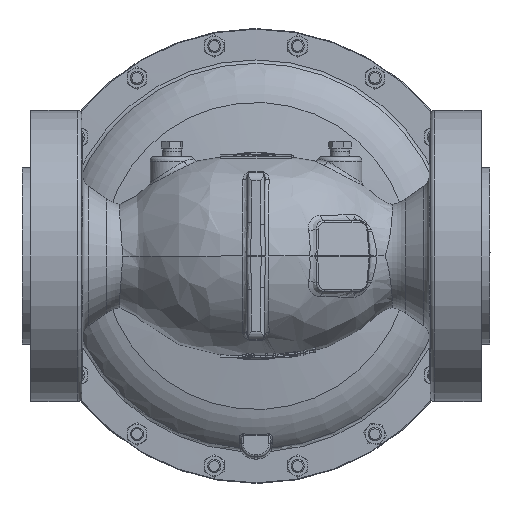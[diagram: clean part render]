
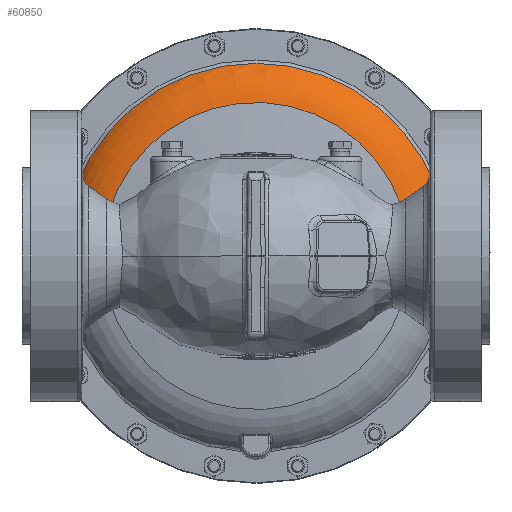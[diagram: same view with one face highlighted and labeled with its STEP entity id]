
A CAD part, front view. The second image highlights one B-rep face of the part: STEP entity #60850.
In plain terms, the highlighted toroidal (fillet/blend) face has major radius 101.696 mm and minor radius 46.038 mm.
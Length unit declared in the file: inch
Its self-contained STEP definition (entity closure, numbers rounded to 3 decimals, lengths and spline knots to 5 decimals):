
#3834 = AXIS2_PLACEMENT_3D ( 'NONE', #298897, #103656, #79171 ) ;
#6204 = DIRECTION ( 'NONE',  ( 0., -1., 0. ) ) ;
#21388 = CARTESIAN_POINT ( 'NONE',  ( -4.38752, 8.94945, 0.39295 ) ) ;
#21574 = CARTESIAN_POINT ( 'NONE',  ( -5.45576, 9.63217, 0. ) ) ;
#26588 = AXIS2_PLACEMENT_3D ( 'NONE', #283650, #282601, #160945 ) ;
#29523 = VERTEX_POINT ( 'NONE', #209085 ) ;
#30339 = ORIENTED_EDGE ( 'NONE', *, *, #279605, .F. ) ;
#39848 = CARTESIAN_POINT ( 'NONE',  ( -4.3229, 8.93719, 0.45036 ) ) ;
#45911 = CARTESIAN_POINT ( 'NONE',  ( -4.3229, 8.93719, 0.45036 ) ) ;
#47953 = CARTESIAN_POINT ( 'NONE',  ( -4.54354, 8.98676, 0.0217 ) ) ;
#50032 = CARTESIAN_POINT ( 'NONE',  ( -4.40223, 8.95252, 0.3769 ) ) ;
#51994 = DIRECTION ( 'NONE',  ( -1., 0., 0. ) ) ;
#60850 = ADVANCED_FACE ( 'NONE', ( #67476 ), #296327, .T. ) ;
#62334 = AXIS2_PLACEMENT_3D ( 'NONE', #175627, #6204, #51994 ) ;
#67476 = FACE_OUTER_BOUND ( 'NONE', #73210, .T. ) ;
#70598 = ORIENTED_EDGE ( 'NONE', *, *, #112449, .F. ) ;
#73210 = EDGE_LOOP ( 'NONE', ( #30339, #232669, #166727, #117491, #70598 ) ) ;
#79171 = DIRECTION ( 'NONE',  ( -1., 0., 0. ) ) ;
#102488 = VERTEX_POINT ( 'NONE', #208749 ) ;
#103656 = DIRECTION ( 'NONE',  ( 0., 0., -1. ) ) ;
#112449 = EDGE_CURVE ( 'NONE', #29523, #284164, #156338, .T. ) ;
#115701 = DIRECTION ( 'NONE',  ( 0., -1., 0. ) ) ;
#117491 = ORIENTED_EDGE ( 'NONE', *, *, #133553, .T. ) ;
#131890 = CIRCLE ( 'NONE', #3834, 1.8125 ) ;
#133553 = EDGE_CURVE ( 'NONE', #102488, #284164, #175266, .T. ) ;
#138670 = CIRCLE ( 'NONE', #167436, 1.8125 ) ;
#140340 = VERTEX_POINT ( 'NONE', #216927 ) ;
#143005 = CARTESIAN_POINT ( 'NONE',  ( -4.44321, 8.96143, 0.32666 ) ) ;
#147133 = CARTESIAN_POINT ( 'NONE',  ( -4.50337, 8.97615, 0.212 ) ) ;
#156338 = CIRCLE ( 'NONE', #62334, 4.34629 ) ;
#157873 = VERTEX_POINT ( 'NONE', #21574 ) ;
#160945 = DIRECTION ( 'NONE',  ( 1., 0., 0. ) ) ;
#166727 = ORIENTED_EDGE ( 'NONE', *, *, #178150, .T. ) ;
#166860 = DIRECTION ( 'NONE',  ( -1., 0., 0. ) ) ;
#167436 = AXIS2_PLACEMENT_3D ( 'NONE', #278991, #203231, #207461 ) ;
#175266 = B_SPLINE_CURVE_WITH_KNOTS ( 'NONE', 3,
 ( #264577, #47953, #293294, #265638, #218600, #217599, #244322, #147133, #289158, #196138, #143005, #50032, #21388, #240173, #242233, #45911 ),
 .UNSPECIFIED., .F., .F.,
 ( 4, 2, 2, 2, 2, 2, 2, 4 ),
 ( 0.01321, 0.01486, 0.01651, 0.01816, 0.0198, 0.0231, 0.02475, 0.02639 ),
 .UNSPECIFIED. ) ;
#175627 = CARTESIAN_POINT ( 'NONE',  ( 0., 8.93719, 0. ) ) ;
#178150 = EDGE_CURVE ( 'NONE', #157873, #102488, #138670, .T. ) ;
#196138 = CARTESIAN_POINT ( 'NONE',  ( -4.46634, 8.96693, 0.29049 ) ) ;
#197313 = AXIS2_PLACEMENT_3D ( 'NONE', #261925, #115701, #166860 ) ;
#203231 = DIRECTION ( 'NONE',  ( 0., 0., 1. ) ) ;
#207461 = DIRECTION ( 'NONE',  ( 1., 0., 0. ) ) ;
#208749 = CARTESIAN_POINT ( 'NONE',  ( -4.54354, 8.98676, 0. ) ) ;
#209085 = CARTESIAN_POINT ( 'NONE',  ( 4.34629, 8.93719, 0. ) ) ;
#216927 = CARTESIAN_POINT ( 'NONE',  ( 5.45576, 9.63217, 0. ) ) ;
#217599 = CARTESIAN_POINT ( 'NONE',  ( -4.5239, 8.98149, 0.15041 ) ) ;
#218600 = CARTESIAN_POINT ( 'NONE',  ( -4.53364, 8.98408, 0.10832 ) ) ;
#229995 = EDGE_CURVE ( 'NONE', #140340, #157873, #269432, .T. ) ;
#232669 = ORIENTED_EDGE ( 'NONE', *, *, #229995, .T. ) ;
#240173 = CARTESIAN_POINT ( 'NONE',  ( -4.35651, 8.94331, 0.42304 ) ) ;
#242233 = CARTESIAN_POINT ( 'NONE',  ( -4.34014, 8.94023, 0.43717 ) ) ;
#244322 = CARTESIAN_POINT ( 'NONE',  ( -4.51786, 8.9799, 0.17114 ) ) ;
#261925 = CARTESIAN_POINT ( 'NONE',  ( 0., 10.71703, 0. ) ) ;
#264577 = CARTESIAN_POINT ( 'NONE',  ( -4.54354, 8.98676, 0. ) ) ;
#265638 = CARTESIAN_POINT ( 'NONE',  ( -4.53733, 8.98508, 0.08697 ) ) ;
#269432 = CIRCLE ( 'NONE', #26588, 5.45576 ) ;
#278991 = CARTESIAN_POINT ( 'NONE',  ( -4.00379, 10.71703, 0. ) ) ;
#279605 = EDGE_CURVE ( 'NONE', #140340, #29523, #131890, .T. ) ;
#282601 = DIRECTION ( 'NONE',  ( 0., -1., 0. ) ) ;
#283650 = CARTESIAN_POINT ( 'NONE',  ( 0., 9.63217, 0. ) ) ;
#284164 = VERTEX_POINT ( 'NONE', #39848 ) ;
#289158 = CARTESIAN_POINT ( 'NONE',  ( -4.49487, 8.97399, 0.23221 ) ) ;
#293294 = CARTESIAN_POINT ( 'NONE',  ( -4.54229, 8.98642, 0.04365 ) ) ;
#296327 = TOROIDAL_SURFACE ( 'NONE', #197313, 4.00379, 1.8125 ) ;
#298897 = CARTESIAN_POINT ( 'NONE',  ( 4.00379, 10.71703, 0. ) ) ;
